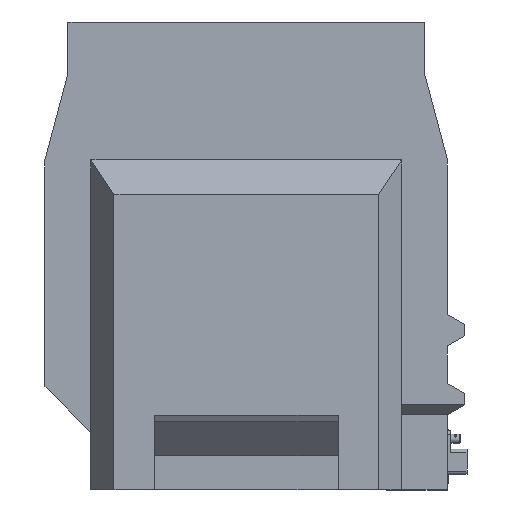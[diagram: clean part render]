
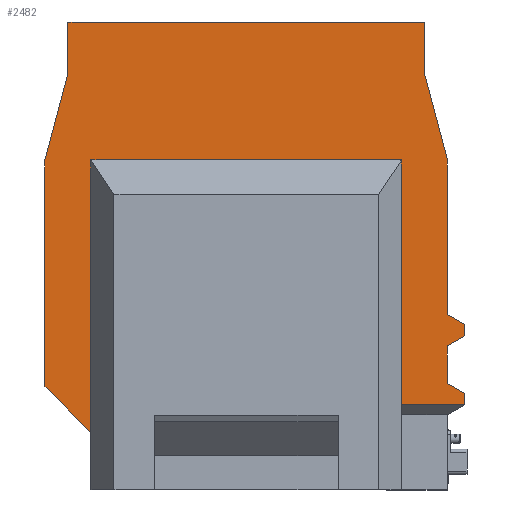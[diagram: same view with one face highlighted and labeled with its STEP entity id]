
A CAD part, front view. The second image highlights one B-rep face of the part: STEP entity #2482.
In plain terms, the highlighted planar face has unit normal (0, -1, 0).
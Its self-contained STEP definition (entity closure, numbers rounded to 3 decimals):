
#2482=ADVANCED_FACE('',(#18886),#18888,.T.);
#18886=FACE_BOUND('',#18887,.T.);
#18887=EDGE_LOOP('',(#31925,#31926,#31927,#31928,#31929,#31930,#31931,#31932,#31933,
#31934,#31935,#31936,#31937,#31938,#31939,#31940,#31941,#31942));
#18888=PLANE('',#18889);
#18889=AXIS2_PLACEMENT_3D('',#18890,#18891,#18892);
#18890=CARTESIAN_POINT('',(21.,6.,0.));
#18891=DIRECTION('',(0.,-1.,0.));
#18892=DIRECTION('',(0.,0.,-1.));
#31925=ORIENTED_EDGE('',*,*,#41957,.T.);
#31926=ORIENTED_EDGE('',*,*,#42020,.T.);
#31927=ORIENTED_EDGE('',*,*,#42021,.T.);
#31928=ORIENTED_EDGE('',*,*,#42022,.F.);
#31929=ORIENTED_EDGE('',*,*,#41993,.T.);
#31930=ORIENTED_EDGE('',*,*,#41990,.F.);
#31931=ORIENTED_EDGE('',*,*,#41986,.T.);
#31932=ORIENTED_EDGE('',*,*,#42023,.T.);
#31933=ORIENTED_EDGE('',*,*,#42024,.T.);
#31934=ORIENTED_EDGE('',*,*,#42025,.F.);
#31935=ORIENTED_EDGE('',*,*,#42026,.T.);
#31936=ORIENTED_EDGE('',*,*,#41972,.F.);
#31937=ORIENTED_EDGE('',*,*,#41970,.F.);
#31938=ORIENTED_EDGE('',*,*,#41969,.T.);
#31939=ORIENTED_EDGE('',*,*,#41966,.F.);
#31940=ORIENTED_EDGE('',*,*,#41964,.F.);
#31941=ORIENTED_EDGE('',*,*,#41962,.F.);
#31942=ORIENTED_EDGE('',*,*,#41960,.T.);
#41957=EDGE_CURVE('',#47660,#47658,#47661,.F.);
#41960=EDGE_CURVE('',#47664,#47660,#47665,.T.);
#41962=EDGE_CURVE('',#47664,#47667,#47668,.T.);
#41964=EDGE_CURVE('',#47667,#47670,#47671,.T.);
#41966=EDGE_CURVE('',#47670,#47673,#47674,.T.);
#41969=EDGE_CURVE('',#47676,#47673,#47678,.T.);
#41970=EDGE_CURVE('',#47676,#47679,#47680,.T.);
#41972=EDGE_CURVE('',#47679,#47682,#47683,.T.);
#41986=EDGE_CURVE('',#47705,#47706,#47707,.T.);
#41990=EDGE_CURVE('',#47705,#47710,#47712,.T.);
#41993=EDGE_CURVE('',#47717,#47710,#47718,.F.);
#42020=EDGE_CURVE('',#47658,#47763,#47765,.T.);
#42021=EDGE_CURVE('',#47763,#47766,#47767,.T.);
#42022=EDGE_CURVE('',#47717,#47766,#47768,.T.);
#42023=EDGE_CURVE('',#47706,#47769,#47770,.T.);
#42024=EDGE_CURVE('',#47769,#47771,#47772,.T.);
#42025=EDGE_CURVE('',#47773,#47771,#47774,.T.);
#42026=EDGE_CURVE('',#47773,#47682,#47775,.T.);
#47658=VERTEX_POINT('',#57942);
#47660=VERTEX_POINT('',#57946);
#47661=LINE('',#57947,#57948);
#47664=VERTEX_POINT('',#57956);
#47665=LINE('',#57957,#57958);
#47667=VERTEX_POINT('',#57963);
#47668=LINE('',#57964,#57965);
#47670=VERTEX_POINT('',#57970);
#47671=LINE('',#57971,#57972);
#47673=VERTEX_POINT('',#57977);
#47674=LINE('',#57978,#57979);
#47676=VERTEX_POINT('',#57984);
#47678=LINE('',#57988,#57989);
#47679=VERTEX_POINT('',#57991);
#47680=LINE('',#57992,#57993);
#47682=VERTEX_POINT('',#57998);
#47683=LINE('',#57999,#58000);
#47705=VERTEX_POINT('',#58049);
#47706=VERTEX_POINT('',#58050);
#47707=LINE('',#58051,#58052);
#47710=VERTEX_POINT('',#58060);
#47712=LINE('',#58064,#58065);
#47717=VERTEX_POINT('',#58075);
#47718=LINE('',#58076,#58077);
#47763=VERTEX_POINT('',#58181);
#47765=LINE('',#58185,#58186);
#47766=VERTEX_POINT('',#58188);
#47767=LINE('',#58189,#58190);
#47768=LINE('',#58192,#58193);
#47769=VERTEX_POINT('',#58195);
#47770=LINE('',#58196,#58197);
#47771=VERTEX_POINT('',#58199);
#47772=LINE('',#58200,#58201);
#47773=VERTEX_POINT('',#58203);
#47774=LINE('',#58204,#58205);
#47775=LINE('',#58207,#58208);
#57942=CARTESIAN_POINT('',(311.,6.,362.));
#57946=CARTESIAN_POINT('',(331.,6.,287.));
#57947=CARTESIAN_POINT('',(311.,6.,362.));
#57948=VECTOR('',#57949,1.);
#57949=DIRECTION('',(0.258,0.,-0.966));
#57956=CARTESIAN_POINT('',(331.,6.,152.66));
#57957=CARTESIAN_POINT('',(331.,6.,152.66));
#57958=VECTOR('',#57959,1.);
#57959=DIRECTION('',(0.,0.,1.));
#57963=CARTESIAN_POINT('',(346.,6.,144.));
#57964=CARTESIAN_POINT('',(331.,6.,152.66));
#57965=VECTOR('',#57966,1.);
#57966=DIRECTION('',(0.866,0.,-0.5));
#57970=CARTESIAN_POINT('',(346.,6.,134.));
#57971=CARTESIAN_POINT('',(346.,6.,144.));
#57972=VECTOR('',#57973,1.);
#57973=DIRECTION('',(0.,0.,-1.));
#57977=CARTESIAN_POINT('',(331.,6.,125.34));
#57978=CARTESIAN_POINT('',(346.,6.,134.));
#57979=VECTOR('',#57980,1.);
#57980=DIRECTION('',(-0.866,0.,-0.5));
#57984=CARTESIAN_POINT('',(331.,6.,92.66));
#57988=CARTESIAN_POINT('',(331.,6.,92.66));
#57989=VECTOR('',#57990,1.);
#57990=DIRECTION('',(0.,0.,1.));
#57991=CARTESIAN_POINT('',(346.,6.,84.));
#57992=CARTESIAN_POINT('',(331.,6.,92.66));
#57993=VECTOR('',#57994,1.);
#57994=DIRECTION('',(0.866,0.,-0.5));
#57998=CARTESIAN_POINT('',(346.,6.,74.));
#57999=CARTESIAN_POINT('',(346.,6.,84.));
#58000=VECTOR('',#58001,1.);
#58001=DIRECTION('',(0.,0.,-1.));
#58049=CARTESIAN_POINT('',(-19.,6.,90.));
#58050=CARTESIAN_POINT('',(21.,6.,50.));
#58051=CARTESIAN_POINT('',(-19.,6.,90.));
#58052=VECTOR('',#58053,1.);
#58053=DIRECTION('',(0.707,0.,-0.707));
#58060=CARTESIAN_POINT('',(-19.,6.,287.));
#58064=CARTESIAN_POINT('',(-19.,6.,90.));
#58065=VECTOR('',#58066,1.);
#58066=DIRECTION('',(0.,0.,1.));
#58075=CARTESIAN_POINT('',(1.,6.,362.));
#58076=CARTESIAN_POINT('',(-19.,6.,287.));
#58077=VECTOR('',#58078,1.);
#58078=DIRECTION('',(0.258,0.,0.966));
#58181=CARTESIAN_POINT('',(311.,6.,407.));
#58185=CARTESIAN_POINT('',(311.,6.,362.));
#58186=VECTOR('',#58187,1.);
#58187=DIRECTION('',(0.,0.,1.));
#58188=CARTESIAN_POINT('',(1.,6.,407.));
#58189=CARTESIAN_POINT('',(311.,6.,407.));
#58190=VECTOR('',#58191,1.);
#58191=DIRECTION('',(-1.,0.,0.));
#58192=CARTESIAN_POINT('',(1.,6.,362.));
#58193=VECTOR('',#58194,1.);
#58194=DIRECTION('',(0.,0.,1.));
#58195=CARTESIAN_POINT('',(21.,6.,287.));
#58196=CARTESIAN_POINT('',(21.,6.,50.));
#58197=VECTOR('',#58198,1.);
#58198=DIRECTION('',(0.,0.,1.));
#58199=CARTESIAN_POINT('',(291.,6.,287.));
#58200=CARTESIAN_POINT('',(21.,6.,287.));
#58201=VECTOR('',#58202,1.);
#58202=DIRECTION('',(1.,0.,0.));
#58203=CARTESIAN_POINT('',(291.,6.,74.));
#58204=CARTESIAN_POINT('',(291.,6.,74.));
#58205=VECTOR('',#58206,1.);
#58206=DIRECTION('',(0.,0.,1.));
#58207=CARTESIAN_POINT('',(291.,6.,74.));
#58208=VECTOR('',#58209,1.);
#58209=DIRECTION('',(1.,0.,0.));
